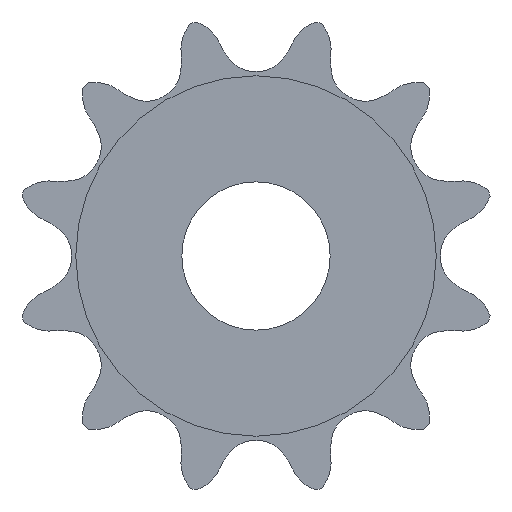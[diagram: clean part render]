
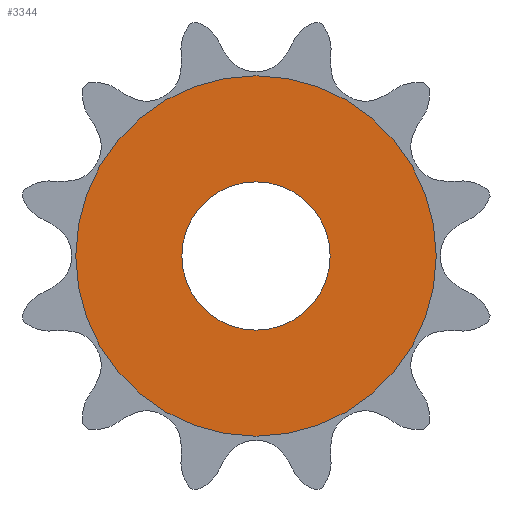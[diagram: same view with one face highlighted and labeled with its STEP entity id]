
A CAD part, front view. The second image highlights one B-rep face of the part: STEP entity #3344.
In plain terms, the highlighted planar face has unit normal (0, -1, 0).
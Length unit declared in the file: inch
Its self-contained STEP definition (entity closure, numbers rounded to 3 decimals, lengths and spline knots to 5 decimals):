
#180=CARTESIAN_POINT('',(0.0,0.0,0.25));
#181=VERTEX_POINT('',#180);
#197=CARTESIAN_POINT('',(0.,0.,-0.25));
#198=VERTEX_POINT('',#197);
#205=CARTESIAN_POINT('',(0.0,0.0,0.0));
#206=DIRECTION('',(0.0,1.0,0.0));
#207=DIRECTION('',(0.0,0.0,1.0));
#208=AXIS2_PLACEMENT_3D('',#205,#206,#207);
#209=CIRCLE('',#208,0.25);
#210=EDGE_CURVE('',#181,#198,#209,.T.);
#3246=CARTESIAN_POINT('',(0.0,0.0,-0.6075));
#3247=VERTEX_POINT('',#3246);
#3263=CARTESIAN_POINT('',(0.,0.,0.6075));
#3264=VERTEX_POINT('',#3263);
#3271=CARTESIAN_POINT('',(0.0,0.0,0.0));
#3272=DIRECTION('',(0.0,-1.0,0.0));
#3273=DIRECTION('',(0.0,0.0,-1.0));
#3274=AXIS2_PLACEMENT_3D('',#3271,#3272,#3273);
#3275=CIRCLE('',#3274,0.6075);
#3276=EDGE_CURVE('',#3247,#3264,#3275,.T.);
#3313=CARTESIAN_POINT('',(0.0,0.0,0.0));
#3314=DIRECTION('',(0.0,-1.0,0.0));
#3315=DIRECTION('',(0.0,0.0,-1.0));
#3316=AXIS2_PLACEMENT_3D('',#3313,#3314,#3315);
#3317=CIRCLE('',#3316,0.6075);
#3318=EDGE_CURVE('',#3264,#3247,#3317,.T.);
#3325=CARTESIAN_POINT('',(0.0,0.0,0.0));
#3326=DIRECTION('',(0.0,-1.0,0.0));
#3327=DIRECTION('',(0.0,0.0,-1.0));
#3328=AXIS2_PLACEMENT_3D('',#3325,#3326,#3327);
#3329=PLANE('',#3328);
#3330=ORIENTED_EDGE('',*,*,#3276,.T.);
#3331=ORIENTED_EDGE('',*,*,#3318,.T.);
#3332=EDGE_LOOP('',(#3330,#3331));
#3333=FACE_OUTER_BOUND('',#3332,.T.);
#3334=ORIENTED_EDGE('',*,*,#210,.T.);
#3335=CARTESIAN_POINT('',(0.0,0.0,0.0));
#3336=DIRECTION('',(0.0,1.0,0.0));
#3337=DIRECTION('',(0.0,0.0,1.0));
#3338=AXIS2_PLACEMENT_3D('',#3335,#3336,#3337);
#3339=CIRCLE('',#3338,0.25);
#3340=EDGE_CURVE('',#198,#181,#3339,.T.);
#3341=ORIENTED_EDGE('',*,*,#3340,.T.);
#3342=EDGE_LOOP('',(#3334,#3341));
#3343=FACE_BOUND('',#3342,.T.);
#3344=ADVANCED_FACE('',(#3333,#3343),#3329,.T.);
